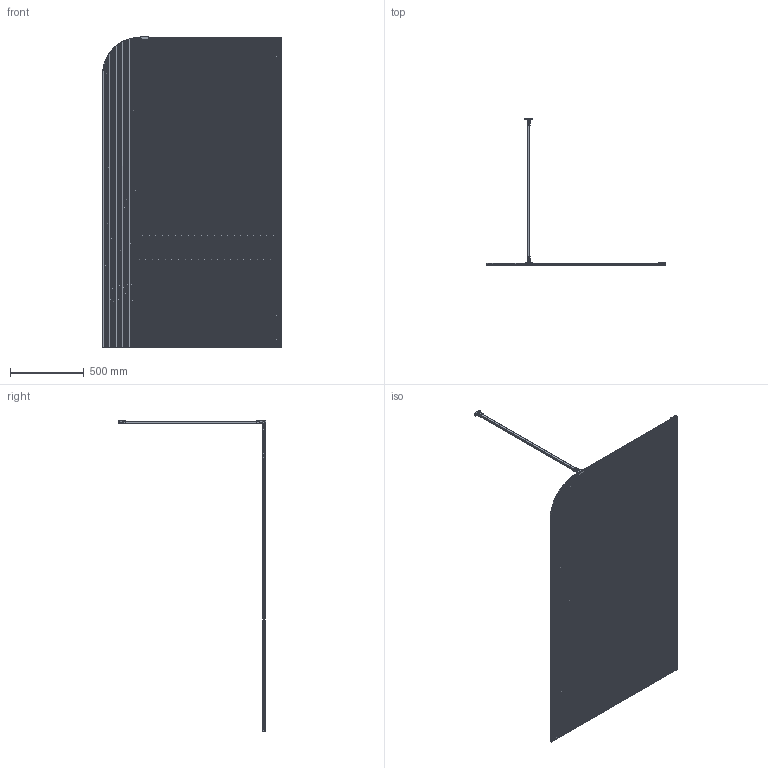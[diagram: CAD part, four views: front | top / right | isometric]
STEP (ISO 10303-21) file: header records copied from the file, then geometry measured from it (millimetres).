
FILE_DESCRIPTION(/* description */ (''),/* implementation_level */ '2;1');
FILE_NAME(/* name */ 'STEP - W31SC01 1200 channel fluted-L_1710068',/* time_stamp */ '2024-08-13T09:53:39+10:00',/* author */ (''),/* organization */ (''),/* preprocessor_version */ 'ST-DEVELOPER v16.5',/* originating_system */ 'Rhino 7.23',/* authorisation */ '');
FILE_SCHEMA (('AUTOMOTIVE_DESIGN'));
Length unit declared in the file: millimetre
Products named in the file (21): Document; W31SC01ǽ��+-�� \X2\FFFD
-L 1200x2100x10; 1000-��-W3142; CU656+CU12240; ____910; __17; cu656______5; hex socket set screws with cone point gb_GB_FASTENER_SCREWS_HSCP M5X4
-N36; hex_lobular_socket_ctsk_screws_21; AL0674x1000-W3113; Cu656+CU121--W3139; 48X14X2��--W3123; CU121-�˲�g��--W3132; hex_lobular_socket_ctsk_screws_--W317; M10X10ʮ��ƽͷ��--W3138; cu656______--W3130; AL022ǽ��41; 3.2�߽���210025; AL1022-210034; H31�̲�-W31��15; �rĶ˸�SJ21023
Assembly tree (25 placements, depth 5):
  Document
    W31SC01ǽ��+-�� \X2\FFFD
-L 1200x2100x10
      1000-��-W3142
        CU656+CU12240
          ____910  x2
          __17
          cu656______5
          hex socket set screws with cone point gb_GB_FASTENER_SCREWS_HSCP M5X4
-N36  x2
          hex_lobular_socket_ctsk_screws_21
        AL0674x1000-W3113
        Cu656+CU121--W3139
          48X14X2��--W3123
          CU121-�˲�g��--W3132
          hex_lobular_socket_ctsk_screws_--W317
          M10X10ʮ��ƽͷ��--W3138  x2
          hex socket set screws with cone point gb_GB_FASTENER_SCREWS_HSCP M5X4
-N36  x2
          cu656______--W3130
      AL022ǽ��41
        3.2�߽���210025
        AL1022-210034
      H31�̲�-W31��15
      �rĶ˸�SJ21023
Bounding box: 1211 x 1000 x 2105.25 mm (x, y, z)
Volume: 22917118.5 mm3; surface area: 6025635.2 mm2
Topology: 20 solids, 20 shells, 1519 faces, 4022 edges, 2529 vertices
Faces by surface type: plane 626, cylinder 585, bspline 308
Entity records: 48823 total; most frequent: CARTESIAN_POINT 25119, ORIENTED_EDGE 7390, EDGE_CURVE 3695, VERTEX_POINT 2344, B_SPLINE_CURVE_WITH_KNOTS 1831, EDGE_LOOP 1437, ADVANCED_FACE 1388, FACE_OUTER_BOUND 1388
